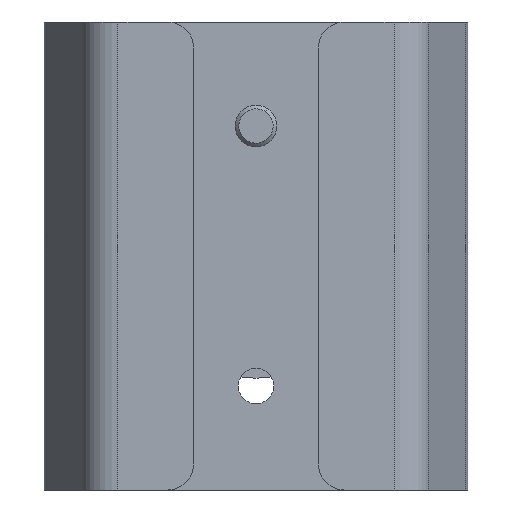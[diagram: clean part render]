
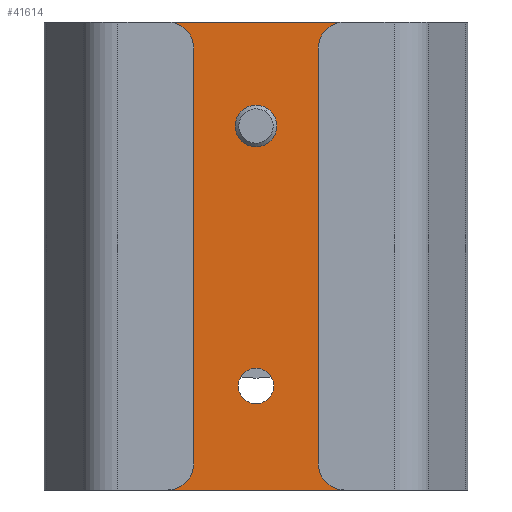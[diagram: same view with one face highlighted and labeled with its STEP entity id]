
A CAD part, front view. The second image highlights one B-rep face of the part: STEP entity #41614.
In plain terms, the highlighted planar face has unit normal (0, -1, 0).
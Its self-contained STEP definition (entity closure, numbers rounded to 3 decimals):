
#933 = VERTEX_POINT ( 'NONE', #9412 ) ;
#1236 = AXIS2_PLACEMENT_3D ( 'NONE', #26260, #36974, #11702 ) ;
#1848 = CARTESIAN_POINT ( 'NONE',  ( 26.02, 81.324, 232.64 ) ) ;
#2202 = EDGE_CURVE ( 'NONE', #30160, #19020, #46948, .T. ) ;
#2244 = DIRECTION ( 'NONE',  ( 0., 0., -1. ) ) ;
#3724 = LINE ( 'NONE', #39199, #43846 ) ;
#4758 = CARTESIAN_POINT ( 'NONE',  ( 55.77, 81.324, 232.64 ) ) ;
#4829 = CARTESIAN_POINT ( 'NONE',  ( 26.02, 81.324, 212.64 ) ) ;
#4895 = CIRCLE ( 'NONE', #9422, 3.4 ) ;
#5574 = VERTEX_POINT ( 'NONE', #43567 ) ;
#5623 = EDGE_CURVE ( 'NONE', #5770, #5574, #16509, .T. ) ;
#5770 = VERTEX_POINT ( 'NONE', #33680 ) ;
#6309 = ORIENTED_EDGE ( 'NONE', *, *, #2202, .T. ) ;
#7529 = CARTESIAN_POINT ( 'NONE',  ( -3.73, 81.324, 232.64 ) ) ;
#8032 = DIRECTION ( 'NONE',  ( 1., 0., 0. ) ) ;
#9412 = CARTESIAN_POINT ( 'NONE',  ( 22.62, 81.324, 212.64 ) ) ;
#9422 = AXIS2_PLACEMENT_3D ( 'NONE', #4829, #41330, #8032 ) ;
#9646 = FACE_BOUND ( 'NONE', #16726, .T. ) ;
#10380 = EDGE_CURVE ( 'NONE', #40015, #933, #4895, .T. ) ;
#10582 = EDGE_CURVE ( 'NONE', #19020, #25334, #3724, .T. ) ;
#11441 = AXIS2_PLACEMENT_3D ( 'NONE', #36279, #43834, #32719 ) ;
#11531 = EDGE_CURVE ( 'NONE', #933, #40015, #36277, .T. ) ;
#11702 = DIRECTION ( 'NONE',  ( 1., 0., 0. ) ) ;
#13240 = CARTESIAN_POINT ( 'NONE',  ( 26.02, 81.324, 142.64 ) ) ;
#14683 = EDGE_LOOP ( 'NONE', ( #15377, #18380, #6309, #39924 ) ) ;
#15377 = ORIENTED_EDGE ( 'NONE', *, *, #31245, .F. ) ;
#15853 = ORIENTED_EDGE ( 'NONE', *, *, #11531, .F. ) ;
#16509 = CIRCLE ( 'NONE', #11441, 3.4 ) ;
#16726 = EDGE_LOOP ( 'NONE', ( #45014, #31861 ) ) ;
#17220 = AXIS2_PLACEMENT_3D ( 'NONE', #37284, #29450, #36961 ) ;
#18380 = ORIENTED_EDGE ( 'NONE', *, *, #35821, .F. ) ;
#18996 = LINE ( 'NONE', #4758, #27572 ) ;
#19020 = VERTEX_POINT ( 'NONE', #7529 ) ;
#19135 = DIRECTION ( 'NONE',  ( 0., 0., -1. ) ) ;
#19896 = DIRECTION ( 'NONE',  ( 0., -1., 0. ) ) ;
#20054 = DIRECTION ( 'NONE',  ( 1., 0., 0. ) ) ;
#21437 = CARTESIAN_POINT ( 'NONE',  ( 55.77, 81.324, 232.64 ) ) ;
#21850 = CARTESIAN_POINT ( 'NONE',  ( -3.73, 81.324, 142.64 ) ) ;
#22255 = FACE_BOUND ( 'NONE', #43404, .T. ) ;
#22711 = PLANE ( 'NONE',  #17220 ) ;
#24383 = ORIENTED_EDGE ( 'NONE', *, *, #10380, .F. ) ;
#25334 = VERTEX_POINT ( 'NONE', #21850 ) ;
#26260 = CARTESIAN_POINT ( 'NONE',  ( 26.02, 81.324, 162.64 ) ) ;
#26350 = CIRCLE ( 'NONE', #1236, 3.4 ) ;
#27084 = CARTESIAN_POINT ( 'NONE',  ( 26.02, 81.324, 212.64 ) ) ;
#27572 = VECTOR ( 'NONE', #19135, 1000. ) ;
#29450 = DIRECTION ( 'NONE',  ( 0., -1., 0. ) ) ;
#29763 = CARTESIAN_POINT ( 'NONE',  ( 55.77, 81.324, 142.64 ) ) ;
#30160 = VERTEX_POINT ( 'NONE', #21437 ) ;
#31245 = EDGE_CURVE ( 'NONE', #35201, #25334, #39767, .T. ) ;
#31861 = ORIENTED_EDGE ( 'NONE', *, *, #38504, .F. ) ;
#32516 = FACE_OUTER_BOUND ( 'NONE', #14683, .T. ) ;
#32719 = DIRECTION ( 'NONE',  ( 1., 0., 0. ) ) ;
#33680 = CARTESIAN_POINT ( 'NONE',  ( 22.62, 81.324, 162.64 ) ) ;
#35201 = VERTEX_POINT ( 'NONE', #29763 ) ;
#35821 = EDGE_CURVE ( 'NONE', #30160, #35201, #18996, .T. ) ;
#36003 = VECTOR ( 'NONE', #42351, 1000. ) ;
#36277 = CIRCLE ( 'NONE', #36386, 3.4 ) ;
#36279 = CARTESIAN_POINT ( 'NONE',  ( 26.02, 81.324, 162.64 ) ) ;
#36386 = AXIS2_PLACEMENT_3D ( 'NONE', #27084, #19896, #20054 ) ;
#36961 = DIRECTION ( 'NONE',  ( 1., 0., 0. ) ) ;
#36974 = DIRECTION ( 'NONE',  ( 0., -1., 0. ) ) ;
#37284 = CARTESIAN_POINT ( 'NONE',  ( 26.02, 81.324, 232.64 ) ) ;
#38504 = EDGE_CURVE ( 'NONE', #5574, #5770, #26350, .T. ) ;
#39199 = CARTESIAN_POINT ( 'NONE',  ( -3.73, 81.324, 232.64 ) ) ;
#39767 = LINE ( 'NONE', #13240, #46104 ) ;
#39924 = ORIENTED_EDGE ( 'NONE', *, *, #10582, .T. ) ;
#40015 = VERTEX_POINT ( 'NONE', #43509 ) ;
#41330 = DIRECTION ( 'NONE',  ( 0., -1., 0. ) ) ;
#41614 = ADVANCED_FACE ( 'NONE', ( #22255, #9646, #32516 ), #22711, .T. ) ;
#42351 = DIRECTION ( 'NONE',  ( -1., 0., 0. ) ) ;
#43404 = EDGE_LOOP ( 'NONE', ( #15853, #24383 ) ) ;
#43509 = CARTESIAN_POINT ( 'NONE',  ( 29.42, 81.324, 212.64 ) ) ;
#43567 = CARTESIAN_POINT ( 'NONE',  ( 29.42, 81.324, 162.64 ) ) ;
#43834 = DIRECTION ( 'NONE',  ( 0., -1., 0. ) ) ;
#43846 = VECTOR ( 'NONE', #2244, 1000. ) ;
#43919 = DIRECTION ( 'NONE',  ( -1., 0., 0. ) ) ;
#45014 = ORIENTED_EDGE ( 'NONE', *, *, #5623, .F. ) ;
#46104 = VECTOR ( 'NONE', #43919, 1000. ) ;
#46948 = LINE ( 'NONE', #1848, #36003 ) ;
